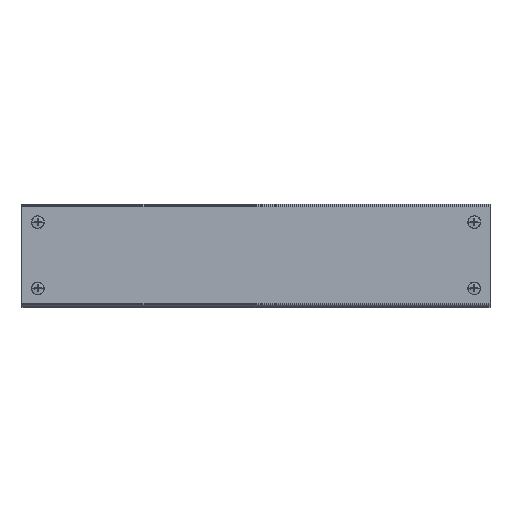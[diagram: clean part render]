
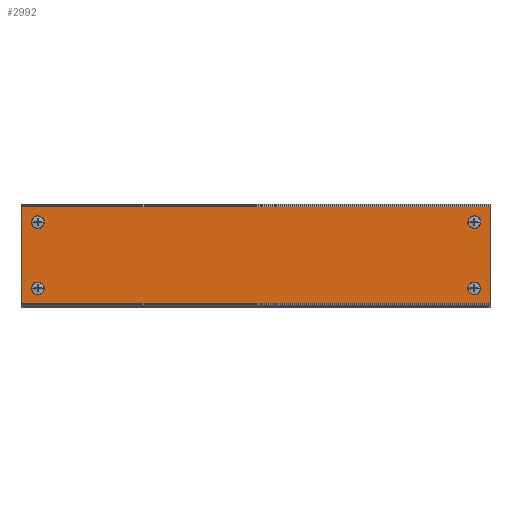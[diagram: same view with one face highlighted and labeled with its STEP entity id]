
A CAD part, top view. The second image highlights one B-rep face of the part: STEP entity #2992.
In plain terms, the highlighted planar face has unit normal (0, 0, 1).
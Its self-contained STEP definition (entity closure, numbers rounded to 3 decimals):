
#24 = VERTEX_POINT ( 'NONE', #1075 ) ;
#102 = DIRECTION ( 'NONE',  ( 0., 1., 0. ) ) ;
#109 = DIRECTION ( 'NONE',  ( 1., 0., 0. ) ) ;
#116 = ORIENTED_EDGE ( 'NONE', *, *, #680, .T. ) ;
#132 = DIRECTION ( 'NONE',  ( 0., 0., 1. ) ) ;
#146 = DIRECTION ( 'NONE',  ( 0., 0., 1. ) ) ;
#153 = EDGE_CURVE ( 'NONE', #1580, #24, #3097, .T. ) ;
#168 = VERTEX_POINT ( 'NONE', #2053 ) ;
#189 = EDGE_CURVE ( 'NONE', #2000, #1789, #2650, .T. ) ;
#229 = CARTESIAN_POINT ( 'NONE',  ( 443., -17.5, 1.5 ) ) ;
#231 = LINE ( 'NONE', #2194, #757 ) ;
#267 = ORIENTED_EDGE ( 'NONE', *, *, #2662, .T. ) ;
#277 = AXIS2_PLACEMENT_3D ( 'NONE', #3155, #2870, #371 ) ;
#280 = EDGE_CURVE ( 'NONE', #168, #2707, #2596, .T. ) ;
#348 = DIRECTION ( 'NONE',  ( 0., 0., 1. ) ) ;
#371 = DIRECTION ( 'NONE',  ( 1., 0., 0. ) ) ;
#373 = DIRECTION ( 'NONE',  ( 1., 0., 0. ) ) ;
#378 = FACE_OUTER_BOUND ( 'NONE', #1416, .T. ) ;
#383 = ORIENTED_EDGE ( 'NONE', *, *, #153, .T. ) ;
#389 = DIRECTION ( 'NONE',  ( 0., 0., 1. ) ) ;
#395 = VECTOR ( 'NONE', #597, 1000. ) ;
#403 = ORIENTED_EDGE ( 'NONE', *, *, #905, .F. ) ;
#409 = CARTESIAN_POINT ( 'NONE',  ( 19.5, -82.5, 1.5 ) ) ;
#419 = VERTEX_POINT ( 'NONE', #1796 ) ;
#471 = ORIENTED_EDGE ( 'NONE', *, *, #1268, .T. ) ;
#541 = EDGE_CURVE ( 'NONE', #2155, #697, #916, .T. ) ;
#561 = DIRECTION ( 'NONE',  ( 0., 0., 1. ) ) ;
#586 = FACE_BOUND ( 'NONE', #1319, .T. ) ;
#597 = DIRECTION ( 'NONE',  ( 0., -1., 0. ) ) ;
#649 = CARTESIAN_POINT ( 'NONE',  ( 0., 0., 1.5 ) ) ;
#680 = EDGE_CURVE ( 'NONE', #24, #2279, #231, .T. ) ;
#697 = VERTEX_POINT ( 'NONE', #1231 ) ;
#732 = DIRECTION ( 'NONE',  ( 1., 0., 0. ) ) ;
#757 = VECTOR ( 'NONE', #732, 1000. ) ;
#809 = ORIENTED_EDGE ( 'NONE', *, *, #189, .F. ) ;
#905 = EDGE_CURVE ( 'NONE', #419, #2511, #1173, .T. ) ;
#912 = CARTESIAN_POINT ( 'NONE',  ( 443., -82.5, 1.5 ) ) ;
#916 = CIRCLE ( 'NONE', #1725, 4. ) ;
#917 = DIRECTION ( 'NONE',  ( 0., 0., 1. ) ) ;
#967 = EDGE_CURVE ( 'NONE', #1789, #2000, #2971, .T. ) ;
#1038 = DIRECTION ( 'NONE',  ( -1., 0., 0. ) ) ;
#1045 = VECTOR ( 'NONE', #2607, 1000. ) ;
#1055 = AXIS2_PLACEMENT_3D ( 'NONE', #912, #389, #2091 ) ;
#1057 = ORIENTED_EDGE ( 'NONE', *, *, #541, .F. ) ;
#1075 = CARTESIAN_POINT ( 'NONE',  ( 0., -97.5, 1.5 ) ) ;
#1120 = DIRECTION ( 'NONE',  ( 1., 0., 0. ) ) ;
#1157 = CIRCLE ( 'NONE', #277, 4. ) ;
#1173 = CIRCLE ( 'NONE', #2030, 4. ) ;
#1231 = CARTESIAN_POINT ( 'NONE',  ( 19.5, -17.5, 1.5 ) ) ;
#1268 = EDGE_CURVE ( 'NONE', #2279, #1519, #2746, .T. ) ;
#1319 = EDGE_LOOP ( 'NONE', ( #3000, #1057 ) ) ;
#1370 = ORIENTED_EDGE ( 'NONE', *, *, #967, .F. ) ;
#1378 = CARTESIAN_POINT ( 'NONE',  ( 458.5, -2.5, 1.5 ) ) ;
#1383 = FACE_BOUND ( 'NONE', #2274, .T. ) ;
#1416 = EDGE_LOOP ( 'NONE', ( #383, #116, #471, #267 ) ) ;
#1454 = CARTESIAN_POINT ( 'NONE',  ( 447., -82.5, 1.5 ) ) ;
#1519 = VERTEX_POINT ( 'NONE', #1378 ) ;
#1555 = AXIS2_PLACEMENT_3D ( 'NONE', #2288, #348, #1120 ) ;
#1580 = VERTEX_POINT ( 'NONE', #2538 ) ;
#1604 = CIRCLE ( 'NONE', #1753, 4. ) ;
#1640 = LINE ( 'NONE', #2143, #1045 ) ;
#1656 = DIRECTION ( 'NONE',  ( 0., 0., 1. ) ) ;
#1676 = AXIS2_PLACEMENT_3D ( 'NONE', #3045, #132, #109 ) ;
#1683 = EDGE_CURVE ( 'NONE', #2511, #419, #2898, .T. ) ;
#1690 = DIRECTION ( 'NONE',  ( 1., 0., 0. ) ) ;
#1725 = AXIS2_PLACEMENT_3D ( 'NONE', #3159, #917, #2611 ) ;
#1753 = AXIS2_PLACEMENT_3D ( 'NONE', #2231, #561, #1038 ) ;
#1783 = PLANE ( 'NONE',  #1555 ) ;
#1789 = VERTEX_POINT ( 'NONE', #1454 ) ;
#1796 = CARTESIAN_POINT ( 'NONE',  ( 447., -17.5, 1.5 ) ) ;
#1851 = FACE_BOUND ( 'NONE', #2977, .T. ) ;
#1909 = ORIENTED_EDGE ( 'NONE', *, *, #280, .F. ) ;
#1982 = AXIS2_PLACEMENT_3D ( 'NONE', #2887, #1656, #2094 ) ;
#2000 = VERTEX_POINT ( 'NONE', #3059 ) ;
#2030 = AXIS2_PLACEMENT_3D ( 'NONE', #3101, #146, #373 ) ;
#2053 = CARTESIAN_POINT ( 'NONE',  ( 11.5, -82.5, 1.5 ) ) ;
#2091 = DIRECTION ( 'NONE',  ( -1., 0., 0. ) ) ;
#2094 = DIRECTION ( 'NONE',  ( -1., 0., 0. ) ) ;
#2143 = CARTESIAN_POINT ( 'NONE',  ( 458.5, -2.5, 1.5 ) ) ;
#2155 = VERTEX_POINT ( 'NONE', #2651 ) ;
#2159 = ORIENTED_EDGE ( 'NONE', *, *, #2766, .F. ) ;
#2173 = AXIS2_PLACEMENT_3D ( 'NONE', #229, #2888, #1690 ) ;
#2194 = CARTESIAN_POINT ( 'NONE',  ( 0., -97.5, 1.5 ) ) ;
#2231 = CARTESIAN_POINT ( 'NONE',  ( 15.5, -17.5, 1.5 ) ) ;
#2259 = EDGE_CURVE ( 'NONE', #697, #2155, #1604, .T. ) ;
#2262 = EDGE_LOOP ( 'NONE', ( #403, #3053 ) ) ;
#2274 = EDGE_LOOP ( 'NONE', ( #2159, #1909 ) ) ;
#2279 = VERTEX_POINT ( 'NONE', #2457 ) ;
#2288 = CARTESIAN_POINT ( 'NONE',  ( 0., 0., 1.5 ) ) ;
#2457 = CARTESIAN_POINT ( 'NONE',  ( 458.5, -97.5, 1.5 ) ) ;
#2511 = VERTEX_POINT ( 'NONE', #2562 ) ;
#2515 = CARTESIAN_POINT ( 'NONE',  ( 458.5, 0., 1.5 ) ) ;
#2538 = CARTESIAN_POINT ( 'NONE',  ( 0., -2.5, 1.5 ) ) ;
#2562 = CARTESIAN_POINT ( 'NONE',  ( 439., -17.5, 1.5 ) ) ;
#2594 = FACE_BOUND ( 'NONE', #2262, .T. ) ;
#2596 = CIRCLE ( 'NONE', #1676, 4. ) ;
#2607 = DIRECTION ( 'NONE',  ( -1., 0., 0. ) ) ;
#2611 = DIRECTION ( 'NONE',  ( -1., 0., 0. ) ) ;
#2650 = CIRCLE ( 'NONE', #1055, 4. ) ;
#2651 = CARTESIAN_POINT ( 'NONE',  ( 11.5, -17.5, 1.5 ) ) ;
#2662 = EDGE_CURVE ( 'NONE', #1519, #1580, #1640, .T. ) ;
#2707 = VERTEX_POINT ( 'NONE', #409 ) ;
#2746 = LINE ( 'NONE', #2515, #3135 ) ;
#2766 = EDGE_CURVE ( 'NONE', #2707, #168, #1157, .T. ) ;
#2870 = DIRECTION ( 'NONE',  ( 0., 0., 1. ) ) ;
#2887 = CARTESIAN_POINT ( 'NONE',  ( 443., -82.5, 1.5 ) ) ;
#2888 = DIRECTION ( 'NONE',  ( 0., 0., 1. ) ) ;
#2898 = CIRCLE ( 'NONE', #2173, 4. ) ;
#2971 = CIRCLE ( 'NONE', #1982, 4. ) ;
#2977 = EDGE_LOOP ( 'NONE', ( #1370, #809 ) ) ;
#2992 = ADVANCED_FACE ( 'NONE', ( #1383, #586, #1851, #2594, #378 ), #1783, .T. ) ;
#3000 = ORIENTED_EDGE ( 'NONE', *, *, #2259, .F. ) ;
#3045 = CARTESIAN_POINT ( 'NONE',  ( 15.5, -82.5, 1.5 ) ) ;
#3053 = ORIENTED_EDGE ( 'NONE', *, *, #1683, .F. ) ;
#3059 = CARTESIAN_POINT ( 'NONE',  ( 439., -82.5, 1.5 ) ) ;
#3097 = LINE ( 'NONE', #649, #395 ) ;
#3101 = CARTESIAN_POINT ( 'NONE',  ( 443., -17.5, 1.5 ) ) ;
#3135 = VECTOR ( 'NONE', #102, 1000. ) ;
#3155 = CARTESIAN_POINT ( 'NONE',  ( 15.5, -82.5, 1.5 ) ) ;
#3159 = CARTESIAN_POINT ( 'NONE',  ( 15.5, -17.5, 1.5 ) ) ;
